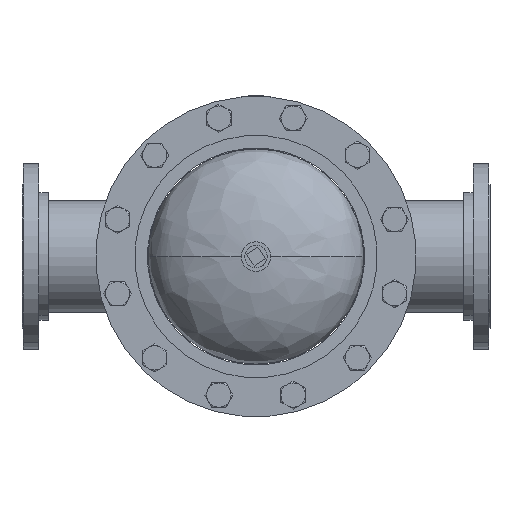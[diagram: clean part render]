
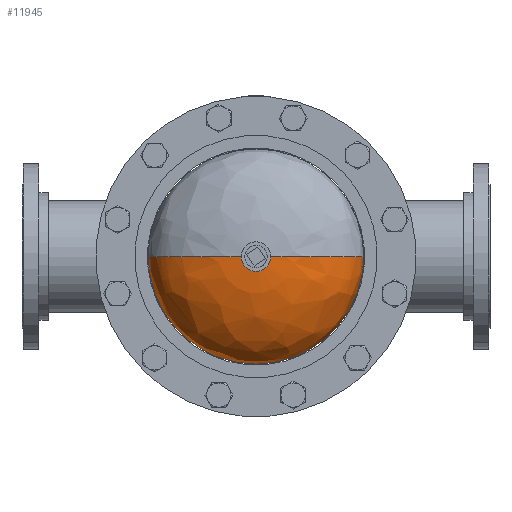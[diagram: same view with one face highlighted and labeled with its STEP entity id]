
A CAD part, front view. The second image highlights one B-rep face of the part: STEP entity #11945.
In plain terms, the highlighted free-form (B-spline) face has degree [3, 3] with [4, 4] control points.
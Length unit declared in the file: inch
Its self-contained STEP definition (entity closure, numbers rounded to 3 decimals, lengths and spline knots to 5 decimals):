
#252 = VERTEX_POINT ( 'NONE', #3988 ) ;
#329 = FACE_OUTER_BOUND ( 'NONE', #6127, .T. ) ;
#503 = CARTESIAN_POINT ( 'NONE',  ( 6.375, 2.625, 0. ) ) ;
#521 = CIRCLE ( 'NONE', #10967, 6.375 ) ;
#664 = EDGE_CURVE ( 'NONE', #2773, #2106, #521, .T. ) ;
#1393 = CARTESIAN_POINT ( 'NONE',  ( 6.375, 2.625, 12.75 ) ) ;
#1593 = CARTESIAN_POINT ( 'NONE',  ( 0.75, 5.97656, 1.5 ) ) ;
#1968 = CARTESIAN_POINT ( 'NONE',  ( 0.75, 5.97656, 0. ) ) ;
#2007 = EDGE_CURVE ( 'NONE', #3918, #252, #11386, .T. ) ;
#2106 = VERTEX_POINT ( 'NONE', #3113 ) ;
#2383 = CARTESIAN_POINT ( 'NONE',  ( 4.12057, 5.76516, 0. ) ) ;
#2427 = CARTESIAN_POINT ( 'NONE',  ( 0., 5.97656, 0. ) ) ;
#2653 = EDGE_CURVE ( 'NONE', #252, #5599, #8522, .T. ) ;
#2773 = VERTEX_POINT ( 'NONE', #5719 ) ;
#2886 =( BOUNDED_CURVE ( )  B_SPLINE_CURVE ( 3, ( #2919, #6840, #10760, #1968 ),
 .UNSPECIFIED., .F., .T. ) 
 B_SPLINE_CURVE_WITH_KNOTS ( ( 4, 4 ),
 ( 0., 1.45288 ),
 .UNSPECIFIED. ) 
 CURVE ( )  GEOMETRIC_REPRESENTATION_ITEM ( )  RATIONAL_B_SPLINE_CURVE ( ( 1., 0.832, 0.832, 1. ) ) 
 REPRESENTATION_ITEM ( '' )  );
#2892 = CARTESIAN_POINT ( 'NONE',  ( -4.12057, 5.76516, 0. ) ) ;
#2919 = CARTESIAN_POINT ( 'NONE',  ( 6.375, 2.625, 0. ) ) ;
#2958 = CARTESIAN_POINT ( 'NONE',  ( -6.375, 4.4219, 0. ) ) ;
#3113 = CARTESIAN_POINT ( 'NONE',  ( -6.375, 2.625, 0. ) ) ;
#3206 = ORIENTED_EDGE ( 'NONE', *, *, #2007, .F. ) ;
#3398 = CARTESIAN_POINT ( 'NONE',  ( -6.375, 2.625, 12.75 ) ) ;
#3861 =( BOUNDED_SURFACE ( )  B_SPLINE_SURFACE ( 3, 3, ( 
 ( #503, #1393, #3398, #6537 ),
 ( #10767, #5903, #5252, #9150 ),
 ( #2383, #12353, #5724, #9413 ),
 ( #11536, #1593, #4477, #8379 ) ),
 .UNSPECIFIED., .F., .F., .T. ) 
 B_SPLINE_SURFACE_WITH_KNOTS ( ( 4, 4 ),
 ( 4, 4 ),
 ( 0., 1. ),
 ( 0., 1. ),
 .UNSPECIFIED. ) 
 GEOMETRIC_REPRESENTATION_ITEM ( )  RATIONAL_B_SPLINE_SURFACE ( (
 ( 1., 0.333, 0.333, 1.),
 ( 0.832, 0.277, 0.277, 0.832),
 ( 0.832, 0.277, 0.277, 0.832),
 ( 1., 0.333, 0.333, 1.) ) ) 
 REPRESENTATION_ITEM ( '' )  SURFACE ( )  );
#3918 = VERTEX_POINT ( 'NONE', #12038 ) ;
#3988 = CARTESIAN_POINT ( 'NONE',  ( 0., 5.97656, 0.75 ) ) ;
#4004 = CARTESIAN_POINT ( 'NONE',  ( 0., 5.97656, 0. ) ) ;
#4477 = CARTESIAN_POINT ( 'NONE',  ( -0.75, 5.97656, 1.5 ) ) ;
#4899 = CARTESIAN_POINT ( 'NONE',  ( 0., 2.625, 0. ) ) ;
#5147 = EDGE_CURVE ( 'NONE', #2773, #5599, #2886, .T. ) ;
#5252 = CARTESIAN_POINT ( 'NONE',  ( -6.375, 4.4219, 12.75 ) ) ;
#5599 = VERTEX_POINT ( 'NONE', #11638 ) ;
#5719 = CARTESIAN_POINT ( 'NONE',  ( 6.375, 2.625, 0. ) ) ;
#5724 = CARTESIAN_POINT ( 'NONE',  ( -4.12057, 5.76516, 8.24114 ) ) ;
#5903 = CARTESIAN_POINT ( 'NONE',  ( 6.375, 4.4219, 12.75 ) ) ;
#6127 = EDGE_LOOP ( 'NONE', ( #12212, #7576, #6410, #8272, #3206 ) ) ;
#6410 = ORIENTED_EDGE ( 'NONE', *, *, #5147, .T. ) ;
#6537 = CARTESIAN_POINT ( 'NONE',  ( -6.375, 2.625, 0. ) ) ;
#6840 = CARTESIAN_POINT ( 'NONE',  ( 6.375, 4.4219, 0. ) ) ;
#7576 = ORIENTED_EDGE ( 'NONE', *, *, #664, .F. ) ;
#8097 = AXIS2_PLACEMENT_3D ( 'NONE', #4004, #11779, #9794 ) ;
#8272 = ORIENTED_EDGE ( 'NONE', *, *, #2653, .F. ) ;
#8379 = CARTESIAN_POINT ( 'NONE',  ( -0.75, 5.97656, 0. ) ) ;
#8438 = DIRECTION ( 'NONE',  ( 0., 1., 0. ) ) ;
#8522 = CIRCLE ( 'NONE', #12385, 0.75 ) ;
#8807 = DIRECTION ( 'NONE',  ( 0., -1., 0. ) ) ;
#9150 = CARTESIAN_POINT ( 'NONE',  ( -6.375, 4.4219, 0. ) ) ;
#9413 = CARTESIAN_POINT ( 'NONE',  ( -4.12057, 5.76516, 0. ) ) ;
#9473 = DIRECTION ( 'NONE',  ( 1., 0., 0. ) ) ;
#9794 = DIRECTION ( 'NONE',  ( 1., 0., 0. ) ) ;
#10760 = CARTESIAN_POINT ( 'NONE',  ( 4.12057, 5.76516, 0. ) ) ;
#10767 = CARTESIAN_POINT ( 'NONE',  ( 6.375, 4.4219, 0. ) ) ;
#10967 = AXIS2_PLACEMENT_3D ( 'NONE', #4899, #8807, #11757 ) ;
#11319 =( BOUNDED_CURVE ( )  B_SPLINE_CURVE ( 3, ( #11694, #2958, #2892, #11564 ),
 .UNSPECIFIED., .F., .T. ) 
 B_SPLINE_CURVE_WITH_KNOTS ( ( 4, 4 ),
 ( 0., 1.45288 ),
 .UNSPECIFIED. ) 
 CURVE ( )  GEOMETRIC_REPRESENTATION_ITEM ( )  RATIONAL_B_SPLINE_CURVE ( ( 1., 0.832, 0.832, 1. ) ) 
 REPRESENTATION_ITEM ( '' )  );
#11386 = CIRCLE ( 'NONE', #8097, 0.75 ) ;
#11536 = CARTESIAN_POINT ( 'NONE',  ( 0.75, 5.97656, 0. ) ) ;
#11564 = CARTESIAN_POINT ( 'NONE',  ( -0.75, 5.97656, 0. ) ) ;
#11638 = CARTESIAN_POINT ( 'NONE',  ( 0.75, 5.97656, 0. ) ) ;
#11694 = CARTESIAN_POINT ( 'NONE',  ( -6.375, 2.625, 0. ) ) ;
#11744 = EDGE_CURVE ( 'NONE', #2106, #3918, #11319, .T. ) ;
#11757 = DIRECTION ( 'NONE',  ( 1., 0., 0. ) ) ;
#11779 = DIRECTION ( 'NONE',  ( 0., 1., 0. ) ) ;
#11945 = ADVANCED_FACE ( 'NONE', ( #329 ), #3861, .T. ) ;
#12038 = CARTESIAN_POINT ( 'NONE',  ( -0.75, 5.97656, 0. ) ) ;
#12212 = ORIENTED_EDGE ( 'NONE', *, *, #11744, .F. ) ;
#12353 = CARTESIAN_POINT ( 'NONE',  ( 4.12057, 5.76516, 8.24114 ) ) ;
#12385 = AXIS2_PLACEMENT_3D ( 'NONE', #2427, #8438, #9473 ) ;
